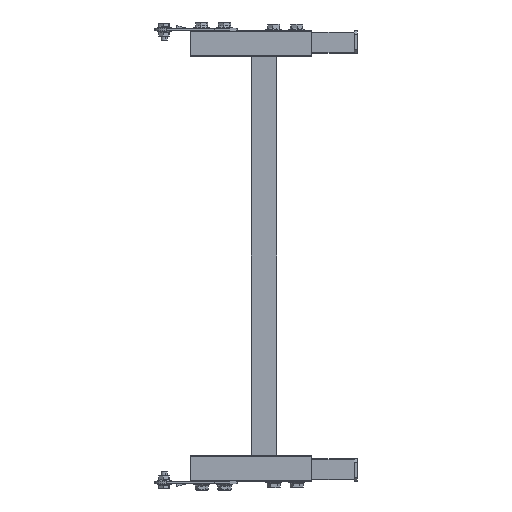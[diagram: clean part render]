
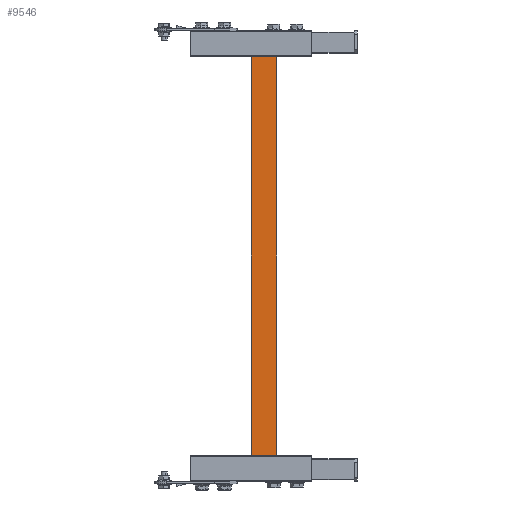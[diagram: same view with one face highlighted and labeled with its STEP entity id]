
A CAD part, left-side view. The second image highlights one B-rep face of the part: STEP entity #9546.
In plain terms, the highlighted planar face has unit normal (-1, 0, 0).
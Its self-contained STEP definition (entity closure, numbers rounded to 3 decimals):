
#757 = LINE ( 'NONE', #8362, #9712 ) ;
#885 = DIRECTION ( 'NONE',  ( 0., -1., 0. ) ) ;
#1599 = LINE ( 'NONE', #3502, #7970 ) ;
#1722 = LINE ( 'NONE', #3695, #10022 ) ;
#2913 = DIRECTION ( 'NONE',  ( 0., 0., 1. ) ) ;
#3252 = CARTESIAN_POINT ( 'NONE',  ( -17., 0., -16. ) ) ;
#3502 = CARTESIAN_POINT ( 'NONE',  ( -17., 526., 16. ) ) ;
#3528 = CARTESIAN_POINT ( 'NONE',  ( -17., 0., 17. ) ) ;
#3683 = CARTESIAN_POINT ( 'NONE',  ( -17., 526., -16. ) ) ;
#3695 = CARTESIAN_POINT ( 'NONE',  ( -17., 526., 17. ) ) ;
#3860 = EDGE_CURVE ( 'NONE', #4453, #10180, #1599, .T. ) ;
#4166 = VECTOR ( 'NONE', #8585, 1000. ) ;
#4289 = PLANE ( 'NONE',  #9749 ) ;
#4453 = VERTEX_POINT ( 'NONE', #8469 ) ;
#4558 = VERTEX_POINT ( 'NONE', #3683 ) ;
#4896 = ORIENTED_EDGE ( 'NONE', *, *, #9767, .F. ) ;
#5037 = DIRECTION ( 'NONE',  ( 0., 0., -1. ) ) ;
#5107 = FACE_OUTER_BOUND ( 'NONE', #5160, .T. ) ;
#5160 = EDGE_LOOP ( 'NONE', ( #6687, #10503, #4896, #5225 ) ) ;
#5225 = ORIENTED_EDGE ( 'NONE', *, *, #7261, .T. ) ;
#5226 = LINE ( 'NONE', #3528, #4166 ) ;
#6687 = ORIENTED_EDGE ( 'NONE', *, *, #9701, .T. ) ;
#6791 = DIRECTION ( 'NONE',  ( 0., 1., 0. ) ) ;
#7261 = EDGE_CURVE ( 'NONE', #4558, #9476, #757, .T. ) ;
#7970 = VECTOR ( 'NONE', #6791, 1000. ) ;
#8362 = CARTESIAN_POINT ( 'NONE',  ( -17., 526., -16. ) ) ;
#8469 = CARTESIAN_POINT ( 'NONE',  ( -17., 0., 16. ) ) ;
#8585 = DIRECTION ( 'NONE',  ( 0., 0., 1. ) ) ;
#9217 = DIRECTION ( 'NONE',  ( 1., 0., 0. ) ) ;
#9476 = VERTEX_POINT ( 'NONE', #3252 ) ;
#9546 = ADVANCED_FACE ( 'NONE', ( #5107 ), #4289, .F. ) ;
#9701 = EDGE_CURVE ( 'NONE', #9476, #4453, #5226, .T. ) ;
#9712 = VECTOR ( 'NONE', #885, 1000. ) ;
#9749 = AXIS2_PLACEMENT_3D ( 'NONE', #10111, #9217, #5037 ) ;
#9767 = EDGE_CURVE ( 'NONE', #4558, #10180, #1722, .T. ) ;
#10022 = VECTOR ( 'NONE', #2913, 1000. ) ;
#10060 = CARTESIAN_POINT ( 'NONE',  ( -17., 526., 16. ) ) ;
#10111 = CARTESIAN_POINT ( 'NONE',  ( -17., 526., 17. ) ) ;
#10180 = VERTEX_POINT ( 'NONE', #10060 ) ;
#10503 = ORIENTED_EDGE ( 'NONE', *, *, #3860, .T. ) ;
